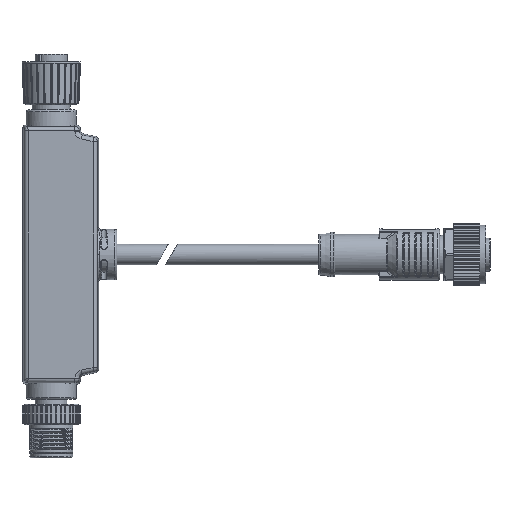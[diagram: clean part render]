
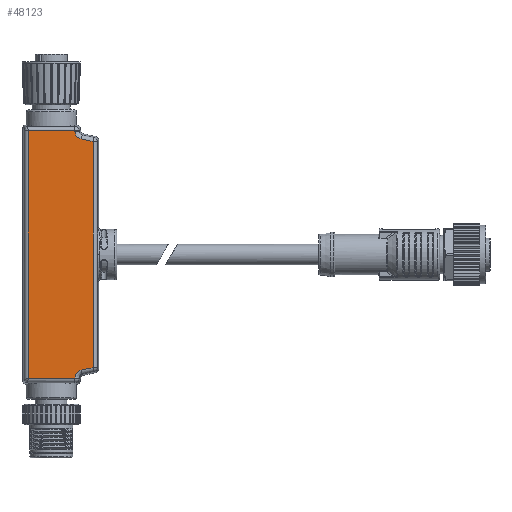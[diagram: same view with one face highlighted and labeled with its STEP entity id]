
A CAD part, front view. The second image highlights one B-rep face of the part: STEP entity #48123.
In plain terms, the highlighted planar face has unit normal (0, -1, 0).
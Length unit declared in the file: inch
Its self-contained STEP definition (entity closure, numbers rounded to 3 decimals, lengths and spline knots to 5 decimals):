
#114 = FACE_OUTER_BOUND ( 'NONE', #68682, .T. ) ;
#1004 = CARTESIAN_POINT ( 'NONE',  ( 0.40892, -0.31496, -1.10246 ) ) ;
#1053 = EDGE_CURVE ( 'NONE', #51490, #29223, #34536, .T. ) ;
#1327 = VERTEX_POINT ( 'NONE', #1844 ) ;
#1811 = ORIENTED_EDGE ( 'NONE', *, *, #67890, .T. ) ;
#1844 = CARTESIAN_POINT ( 'NONE',  ( -0.22351, -0.31496, 1.20991 ) ) ;
#1890 = DIRECTION ( 'NONE',  ( 0., 0., 1. ) ) ;
#3464 = ORIENTED_EDGE ( 'NONE', *, *, #1053, .T. ) ;
#3642 = VECTOR ( 'NONE', #42191, 39.37008 ) ;
#6252 = VERTEX_POINT ( 'NONE', #1004 ) ;
#6625 = CARTESIAN_POINT ( 'NONE',  ( 0.40892, -0.31496, -1.10246 ) ) ;
#6904 = ORIENTED_EDGE ( 'NONE', *, *, #7755, .T. ) ;
#7332 = VERTEX_POINT ( 'NONE', #18354 ) ;
#7340 = CARTESIAN_POINT ( 'NONE',  ( 0.23175, -0.31496, 1.20491 ) ) ;
#7755 = EDGE_CURVE ( 'NONE', #54142, #7332, #56064, .T. ) ;
#9154 = EDGE_CURVE ( 'NONE', #49327, #6252, #25162, .T. ) ;
#9383 = CIRCLE ( 'NONE', #17150, 0.0786 ) ;
#9855 = CARTESIAN_POINT ( 'NONE',  ( 0.00019, -0.31496, 0. ) ) ;
#11836 = CARTESIAN_POINT ( 'NONE',  ( 0.23175, -0.31496, -1.20991 ) ) ;
#12666 = CARTESIAN_POINT ( 'NONE',  ( 0.31035, -0.31496, -1.20488 ) ) ;
#12999 = LINE ( 'NONE', #18879, #67829 ) ;
#14794 = VERTEX_POINT ( 'NONE', #7340 ) ;
#15733 = CARTESIAN_POINT ( 'NONE',  ( 0.31035, -0.31496, 1.20488 ) ) ;
#17150 = AXIS2_PLACEMENT_3D ( 'NONE', #15733, #57790, #21280 ) ;
#18274 = EDGE_CURVE ( 'NONE', #18415, #1327, #12999, .T. ) ;
#18354 = CARTESIAN_POINT ( 'NONE',  ( 0.23175, -0.31496, -1.20491 ) ) ;
#18415 = VERTEX_POINT ( 'NONE', #67508 ) ;
#18879 = CARTESIAN_POINT ( 'NONE',  ( -0.22351, -0.31496, -1.20991 ) ) ;
#18908 = CARTESIAN_POINT ( 'NONE',  ( 0.40892, -0.31496, 1.10246 ) ) ;
#20047 = VECTOR ( 'NONE', #21636, 39.37008 ) ;
#20953 = VECTOR ( 'NONE', #62392, 39.37008 ) ;
#20969 = DIRECTION ( 'NONE',  ( 0., 1., 0. ) ) ;
#21028 = LINE ( 'NONE', #41175, #20953 ) ;
#21280 = DIRECTION ( 'NONE',  ( -0.217, 0., -0.976 ) ) ;
#21591 = ORIENTED_EDGE ( 'NONE', *, *, #44862, .T. ) ;
#21636 = DIRECTION ( 'NONE',  ( 0., 0., 1. ) ) ;
#24096 = DIRECTION ( 'NONE',  ( 0., 0., 1. ) ) ;
#24211 = VECTOR ( 'NONE', #63043, 39.37008 ) ;
#24520 = AXIS2_PLACEMENT_3D ( 'NONE', #9855, #20969, #42149 ) ;
#24721 = VERTEX_POINT ( 'NONE', #35636 ) ;
#25162 = LINE ( 'NONE', #46371, #24211 ) ;
#25965 = EDGE_CURVE ( 'NONE', #14794, #24721, #48041, .T. ) ;
#27465 = DIRECTION ( 'NONE',  ( 0., 0., 1. ) ) ;
#29012 = EDGE_CURVE ( 'NONE', #29223, #14794, #9383, .T. ) ;
#29223 = VERTEX_POINT ( 'NONE', #50105 ) ;
#34536 = LINE ( 'NONE', #18908, #46141 ) ;
#35636 = CARTESIAN_POINT ( 'NONE',  ( 0.23175, -0.31496, 1.20991 ) ) ;
#41175 = CARTESIAN_POINT ( 'NONE',  ( -0.22351, -0.31496, -1.20991 ) ) ;
#41244 = CARTESIAN_POINT ( 'NONE',  ( 0.40892, -0.31496, 1.10246 ) ) ;
#41926 = CIRCLE ( 'NONE', #56335, 0.0786 ) ;
#42149 = DIRECTION ( 'NONE',  ( 1., 0., 0. ) ) ;
#42191 = DIRECTION ( 'NONE',  ( -1., 0., 0. ) ) ;
#44862 = EDGE_CURVE ( 'NONE', #18415, #54142, #21028, .T. ) ;
#46141 = VECTOR ( 'NONE', #55755, 39.37008 ) ;
#46371 = CARTESIAN_POINT ( 'NONE',  ( 0.29333, -0.31496, -1.12815 ) ) ;
#47730 = PLANE ( 'NONE',  #24520 ) ;
#48041 = LINE ( 'NONE', #59860, #20047 ) ;
#48123 = ADVANCED_FACE ( 'NONE', ( #114 ), #47730, .F. ) ;
#48454 = ORIENTED_EDGE ( 'NONE', *, *, #18274, .F. ) ;
#49327 = VERTEX_POINT ( 'NONE', #57066 ) ;
#50105 = CARTESIAN_POINT ( 'NONE',  ( 0.29333, -0.31496, 1.12815 ) ) ;
#50321 = VECTOR ( 'NONE', #27465, 39.37008 ) ;
#51490 = VERTEX_POINT ( 'NONE', #41244 ) ;
#52321 = ORIENTED_EDGE ( 'NONE', *, *, #29012, .T. ) ;
#52635 = LINE ( 'NONE', #64093, #3642 ) ;
#53876 = LINE ( 'NONE', #6625, #50321 ) ;
#54142 = VERTEX_POINT ( 'NONE', #11836 ) ;
#54373 = DIRECTION ( 'NONE',  ( -1., 0., 0. ) ) ;
#55068 = DIRECTION ( 'NONE',  ( 0., 1., 0. ) ) ;
#55614 = EDGE_CURVE ( 'NONE', #6252, #51490, #53876, .T. ) ;
#55755 = DIRECTION ( 'NONE',  ( -0.976, 0., 0.217 ) ) ;
#56064 = LINE ( 'NONE', #66481, #65879 ) ;
#56335 = AXIS2_PLACEMENT_3D ( 'NONE', #12666, #55068, #54373 ) ;
#57066 = CARTESIAN_POINT ( 'NONE',  ( 0.29333, -0.31496, -1.12815 ) ) ;
#57790 = DIRECTION ( 'NONE',  ( 0., 1., 0. ) ) ;
#59860 = CARTESIAN_POINT ( 'NONE',  ( 0.23175, -0.31496, 1.20491 ) ) ;
#60165 = EDGE_CURVE ( 'NONE', #24721, #1327, #52635, .T. ) ;
#61170 = ORIENTED_EDGE ( 'NONE', *, *, #9154, .T. ) ;
#61443 = ORIENTED_EDGE ( 'NONE', *, *, #55614, .T. ) ;
#62392 = DIRECTION ( 'NONE',  ( 1., 0., 0. ) ) ;
#63043 = DIRECTION ( 'NONE',  ( 0.976, 0., 0.217 ) ) ;
#64093 = CARTESIAN_POINT ( 'NONE',  ( 0.23175, -0.31496, 1.20991 ) ) ;
#65879 = VECTOR ( 'NONE', #24096, 39.37008 ) ;
#66481 = CARTESIAN_POINT ( 'NONE',  ( 0.23175, -0.31496, -1.20991 ) ) ;
#67361 = ORIENTED_EDGE ( 'NONE', *, *, #25965, .T. ) ;
#67436 = ORIENTED_EDGE ( 'NONE', *, *, #60165, .T. ) ;
#67508 = CARTESIAN_POINT ( 'NONE',  ( -0.22351, -0.31496, -1.20991 ) ) ;
#67829 = VECTOR ( 'NONE', #1890, 39.37008 ) ;
#67890 = EDGE_CURVE ( 'NONE', #7332, #49327, #41926, .T. ) ;
#68682 = EDGE_LOOP ( 'NONE', ( #6904, #1811, #61170, #61443, #3464, #52321, #67361, #67436, #48454, #21591 ) ) ;
